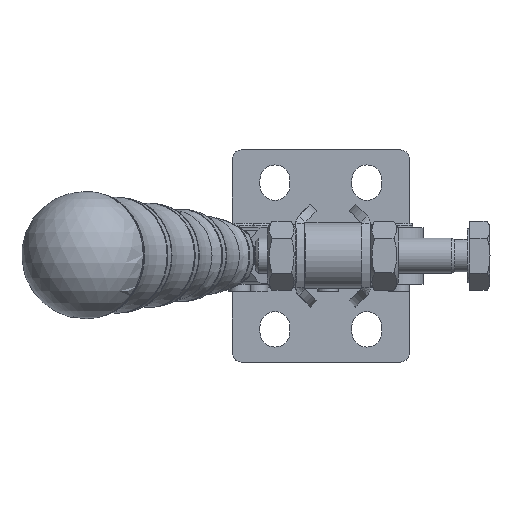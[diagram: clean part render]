
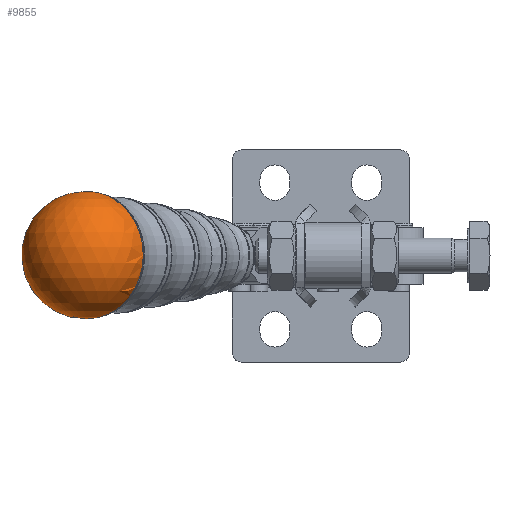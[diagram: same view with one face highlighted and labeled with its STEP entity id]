
A CAD part, top view. The second image highlights one B-rep face of the part: STEP entity #9855.
In plain terms, the highlighted spherical face has radius 18 mm.
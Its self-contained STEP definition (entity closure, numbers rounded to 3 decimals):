
#866=SPHERICAL_SURFACE('',#10640,18.);
#927=CIRCLE('',#10641,17.93);
#928=CIRCLE('',#10642,17.93);
#929=CIRCLE('',#10643,18.);
#930=CIRCLE('',#10644,17.93);
#931=CIRCLE('',#10645,18.);
#1617=FACE_OUTER_BOUND('',#2206,.T.);
#2206=EDGE_LOOP('',(#6600,#6601,#6602,#6603,#6604,#6605,#6606));
#4157=VERTEX_POINT('',#15200);
#4158=VERTEX_POINT('',#15201);
#4159=VERTEX_POINT('',#15203);
#4160=VERTEX_POINT('',#15205);
#4161=VERTEX_POINT('',#15208);
#5062=EDGE_CURVE('',#4157,#4158,#927,.F.);
#5063=EDGE_CURVE('',#4159,#4157,#928,.F.);
#5064=EDGE_CURVE('',#4159,#4160,#929,.T.);
#5065=EDGE_CURVE('',#4158,#4159,#930,.F.);
#5066=EDGE_CURVE('',#4161,#4158,#931,.T.);
#6600=ORIENTED_EDGE('',*,*,#5062,.F.);
#6601=ORIENTED_EDGE('',*,*,#5063,.F.);
#6602=ORIENTED_EDGE('',*,*,#5064,.T.);
#6603=ORIENTED_EDGE('',*,*,#5064,.F.);
#6604=ORIENTED_EDGE('',*,*,#5065,.F.);
#6605=ORIENTED_EDGE('',*,*,#5066,.F.);
#6606=ORIENTED_EDGE('',*,*,#5066,.T.);
#9855=ADVANCED_FACE('',(#1617),#866,.T.);
#10640=AXIS2_PLACEMENT_3D('',#15199,#12047,#12048);
#10641=AXIS2_PLACEMENT_3D('',#15202,#12049,#12050);
#10642=AXIS2_PLACEMENT_3D('',#15204,#12051,#12052);
#10643=AXIS2_PLACEMENT_3D('',#15206,#12053,#12054);
#10644=AXIS2_PLACEMENT_3D('',#15207,#12055,#12056);
#10645=AXIS2_PLACEMENT_3D('',#15209,#12057,#12058);
#12047=DIRECTION('center_axis',(0.,1.,0.));
#12048=DIRECTION('ref_axis',(-0.486,0.,0.874));
#12049=DIRECTION('center_axis',(-0.486,0.,0.874));
#12050=DIRECTION('ref_axis',(-0.874,0.,-0.486));
#12051=DIRECTION('center_axis',(-0.486,0.,0.874));
#12052=DIRECTION('ref_axis',(-0.874,0.,-0.486));
#12053=DIRECTION('center_axis',(-0.874,0.,-0.486));
#12054=DIRECTION('ref_axis',(0.486,0.,-0.874));
#12055=DIRECTION('center_axis',(-0.486,0.,0.874));
#12056=DIRECTION('ref_axis',(-0.874,0.,-0.486));
#12057=DIRECTION('center_axis',(-0.874,0.,-0.486));
#12058=DIRECTION('ref_axis',(0.486,0.,-0.874));
#15199=CARTESIAN_POINT('Origin',(-48.826,25.966,105.869));
#15200=CARTESIAN_POINT('',(-63.731,25.966,95.777));
#15201=CARTESIAN_POINT('',(-48.057,43.896,104.484));
#15202=CARTESIAN_POINT('Origin',(-48.057,25.966,104.484));
#15203=CARTESIAN_POINT('',(-48.057,8.036,104.484));
#15204=CARTESIAN_POINT('Origin',(-48.057,25.966,104.484));
#15205=CARTESIAN_POINT('',(-48.826,7.966,105.869));
#15206=CARTESIAN_POINT('Origin',(-48.826,25.966,105.869));
#15207=CARTESIAN_POINT('Origin',(-48.057,25.966,104.484));
#15208=CARTESIAN_POINT('',(-48.826,43.966,105.869));
#15209=CARTESIAN_POINT('Origin',(-48.826,25.966,105.869));
